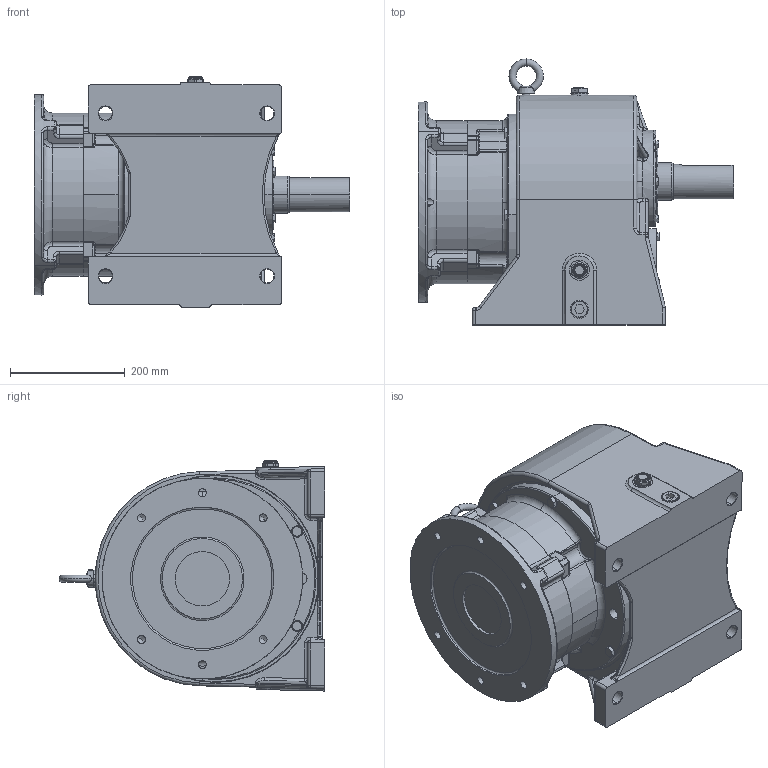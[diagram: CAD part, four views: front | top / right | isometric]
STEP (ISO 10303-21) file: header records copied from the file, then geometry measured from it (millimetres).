
FILE_DESCRIPTION (( 'STEP AP214' ), '1' );
FILE_NAME ('EK2DO07326H001_F_11KW_R5.STEP', '2024-01-25T05:16:09', ( '' ), ( '' ), 'SwSTEP 2.0', 'SolidWorks 2022', '' );
FILE_SCHEMA (( 'AUTOMOTIVE_DESIGN' ));
Length unit declared in the file: millimetre
Products named in the file (1): EK2DO07326H001_F_11KW_R5
Bounding box: 550 x 464 x 401.5 mm (x, y, z)
Volume: 43054459.1 mm3; surface area: 1433171.7 mm2
Topology: 24 solids, 24 shells, 1583 faces, 3849 edges, 2295 vertices
Faces by surface type: cylinder 589, plane 359, cone 304, bspline 169, torus 137, sphere 25
Entity records: 75448 total; most frequent: CARTESIAN_POINT 22294, ORIENTED_EDGE 7494, DIRECTION 7450, EDGE_CURVE 3747, AXIS2_PLACEMENT_3D 3004, VERTEX_POINT 2293, EDGE_LOOP 1724, UNCERTAINTY_MEASURE_WITH_UNIT 1608
